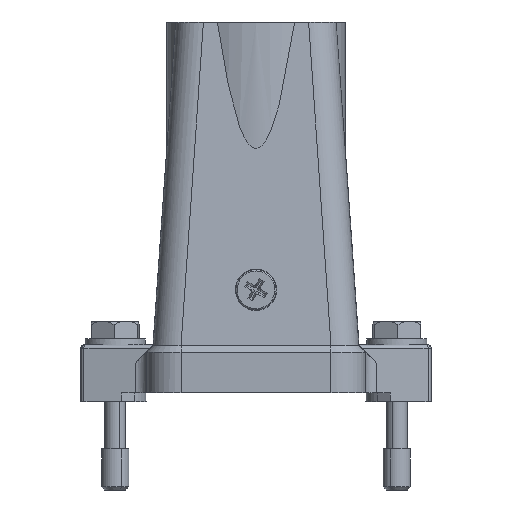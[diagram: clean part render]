
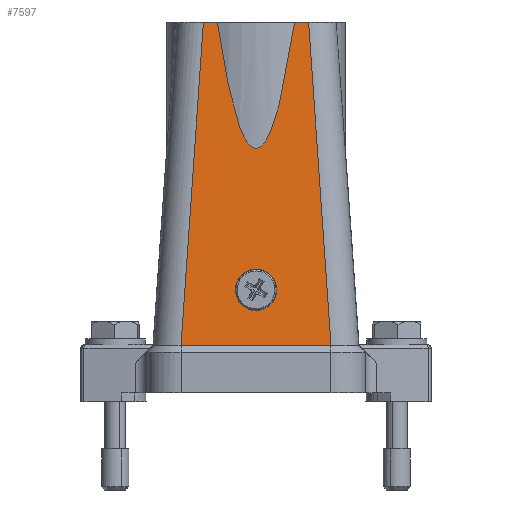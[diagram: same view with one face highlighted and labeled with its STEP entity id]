
A CAD part, front view. The second image highlights one B-rep face of the part: STEP entity #7597.
In plain terms, the highlighted planar face has unit normal (0, -0.998, 0.07).
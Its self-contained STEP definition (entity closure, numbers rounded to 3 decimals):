
#49 = CARTESIAN_POINT ( 'NONE',  ( -3., -14.441, 11.7 ) ) ;
#228 = CARTESIAN_POINT ( 'NONE',  ( -10.922, -15.009, 3.569 ) ) ;
#1558 =( BOUNDED_CURVE ( )  B_SPLINE_CURVE ( 3, ( #1703, #1700, #1680, #1617 ),
 .UNSPECIFIED., .F., .F. ) 
 B_SPLINE_CURVE_WITH_KNOTS ( ( 4, 4 ),
 ( 5.836, 6.731 ),
 .UNSPECIFIED. ) 
 CURVE ( )  GEOMETRIC_REPRESENTATION_ITEM ( )  RATIONAL_B_SPLINE_CURVE ( ( 1., 0.934, 0.934, 1. ) ) 
 REPRESENTATION_ITEM ( '' )  );
#1617 = CARTESIAN_POINT ( 'NONE',  ( -5.624, -11.721, 50.598 ) ) ;
#1680 = CARTESIAN_POINT ( 'NONE',  ( -2.006, -13.456, 25.774 ) ) ;
#1700 = CARTESIAN_POINT ( 'NONE',  ( 2.006, -13.456, 25.774 ) ) ;
#1703 = CARTESIAN_POINT ( 'NONE',  ( 5.624, -11.721, 50.598 ) ) ;
#1852 = EDGE_CURVE ( 'NONE', #3436, #3504, #1936, .T. ) ;
#1936 =( BOUNDED_CURVE ( )  B_SPLINE_CURVE ( 3, ( #2008, #2003, #2052, #2001 ),
 .UNSPECIFIED., .F., .T. ) 
 B_SPLINE_CURVE_WITH_KNOTS ( ( 4, 4 ),
 ( 1.571, 4.712 ),
 .UNSPECIFIED. ) 
 CURVE ( )  GEOMETRIC_REPRESENTATION_ITEM ( )  RATIONAL_B_SPLINE_CURVE ( ( 1., 0.333, 0.333, 1. ) ) 
 REPRESENTATION_ITEM ( '' )  );
#1956 = AXIS2_PLACEMENT_3D ( 'NONE', #2022, #2002, #2031 ) ;
#1958 = FACE_BOUND ( 'NONE', #7590, .T. ) ;
#1973 = FACE_OUTER_BOUND ( 'NONE', #7594, .T. ) ;
#2001 = CARTESIAN_POINT ( 'NONE',  ( -3., -14.441, 11.7 ) ) ;
#2002 = DIRECTION ( 'NONE',  ( 0., -0.998, 0.07 ) ) ;
#2003 = CARTESIAN_POINT ( 'NONE',  ( 3., -14.86, 5.7 ) ) ;
#2008 = CARTESIAN_POINT ( 'NONE',  ( 3., -14.441, 11.7 ) ) ;
#2022 = CARTESIAN_POINT ( 'NONE',  ( 0., -13.361, 27.143 ) ) ;
#2031 = DIRECTION ( 'NONE',  ( 0., -0.07, -0.998 ) ) ;
#2045 = PLANE ( 'NONE',  #1956 ) ;
#2052 = CARTESIAN_POINT ( 'NONE',  ( -3., -14.86, 5.7 ) ) ;
#2284 = DIRECTION ( 'NONE',  ( 0.069, -0.07, -0.995 ) ) ;
#2286 = VECTOR ( 'NONE', #2284, 1000. ) ;
#2288 = CARTESIAN_POINT ( 'NONE',  ( 7.655, -11.713, 50.706 ) ) ;
#2289 = LINE ( 'NONE', #2288, #2286 ) ;
#2296 = DIRECTION ( 'NONE',  ( 0.069, 0.07, 0.995 ) ) ;
#2297 = VECTOR ( 'NONE', #2296, 1000. ) ;
#2298 = CARTESIAN_POINT ( 'NONE',  ( -7.654, -11.712, 50.719 ) ) ;
#2336 = LINE ( 'NONE', #2298, #2297 ) ;
#2808 = CARTESIAN_POINT ( 'NONE',  ( 3., -14.441, 11.7 ) ) ;
#3184 = CARTESIAN_POINT ( 'NONE',  ( -5.624, -11.721, 50.598 ) ) ;
#3436 = VERTEX_POINT ( 'NONE', #2808 ) ;
#3504 = VERTEX_POINT ( 'NONE', #49 ) ;
#3575 = EDGE_CURVE ( 'NONE', #3504, #3436, #5374, .T. ) ;
#3825 = VERTEX_POINT ( 'NONE', #5792 ) ;
#3826 = EDGE_CURVE ( 'NONE', #3893, #3825, #5830, .T. ) ;
#3893 = VERTEX_POINT ( 'NONE', #228 ) ;
#5370 = CARTESIAN_POINT ( 'NONE',  ( 3., -14.441, 11.7 ) ) ;
#5371 = CARTESIAN_POINT ( 'NONE',  ( 3., -14.021, 17.7 ) ) ;
#5372 = CARTESIAN_POINT ( 'NONE',  ( -3., -14.021, 17.7 ) ) ;
#5373 = CARTESIAN_POINT ( 'NONE',  ( -3., -14.441, 11.7 ) ) ;
#5374 =( BOUNDED_CURVE ( )  B_SPLINE_CURVE ( 3, ( #5373, #5372, #5371, #5370 ),
 .UNSPECIFIED., .F., .T. ) 
 B_SPLINE_CURVE_WITH_KNOTS ( ( 4, 4 ),
 ( 4.712, 7.854 ),
 .UNSPECIFIED. ) 
 CURVE ( )  GEOMETRIC_REPRESENTATION_ITEM ( )  RATIONAL_B_SPLINE_CURVE ( ( 1., 0.333, 0.333, 1. ) ) 
 REPRESENTATION_ITEM ( '' )  );
#5792 = CARTESIAN_POINT ( 'NONE',  ( 10.922, -15.009, 3.569 ) ) ;
#5827 = DIRECTION ( 'NONE',  ( 1., 0., 0. ) ) ;
#5828 = VECTOR ( 'NONE', #5827, 1000. ) ;
#5829 = CARTESIAN_POINT ( 'NONE',  ( -25.5, -15.009, 3.569 ) ) ;
#5830 = LINE ( 'NONE', #5829, #5828 ) ;
#6698 = CARTESIAN_POINT ( 'NONE',  ( 7.663, -11.721, 50.598 ) ) ;
#6699 = DIRECTION ( 'NONE',  ( -1., 0., 0. ) ) ;
#6700 = VECTOR ( 'NONE', #6699, 1000. ) ;
#6701 = CARTESIAN_POINT ( 'NONE',  ( -11.713, -11.721, 50.598 ) ) ;
#6702 = LINE ( 'NONE', #6701, #6700 ) ;
#6710 = CARTESIAN_POINT ( 'NONE',  ( -7.663, -11.721, 50.598 ) ) ;
#6714 = CARTESIAN_POINT ( 'NONE',  ( 5.624, -11.721, 50.598 ) ) ;
#6744 = DIRECTION ( 'NONE',  ( -1., 0., 0. ) ) ;
#6745 = VECTOR ( 'NONE', #6744, 1000. ) ;
#6746 = CARTESIAN_POINT ( 'NONE',  ( -11.713, -11.721, 50.598 ) ) ;
#6747 = LINE ( 'NONE', #6746, #6745 ) ;
#7517 = EDGE_CURVE ( 'NONE', #7523, #7540, #6702, .T. ) ;
#7523 = VERTEX_POINT ( 'NONE', #6698 ) ;
#7529 = VERTEX_POINT ( 'NONE', #6710 ) ;
#7540 = VERTEX_POINT ( 'NONE', #6714 ) ;
#7542 = EDGE_CURVE ( 'NONE', #7570, #7529, #6747, .T. ) ;
#7546 = ORIENTED_EDGE ( 'NONE', *, *, #7645, .F. ) ;
#7570 = VERTEX_POINT ( 'NONE', #3184 ) ;
#7573 = EDGE_CURVE ( 'NONE', #7540, #7570, #1558, .T. ) ;
#7590 = EDGE_LOOP ( 'NONE', ( #7599, #7593 ) ) ;
#7591 = ORIENTED_EDGE ( 'NONE', *, *, #7517, .T. ) ;
#7592 = ORIENTED_EDGE ( 'NONE', *, *, #7573, .T. ) ;
#7593 = ORIENTED_EDGE ( 'NONE', *, *, #3575, .T. ) ;
#7594 = EDGE_LOOP ( 'NONE', ( #7591, #7592, #7600, #7546, #7643, #7631 ) ) ;
#7597 = ADVANCED_FACE ( 'NONE', ( #1958, #1973 ), #2045, .T. ) ;
#7599 = ORIENTED_EDGE ( 'NONE', *, *, #1852, .T. ) ;
#7600 = ORIENTED_EDGE ( 'NONE', *, *, #7542, .T. ) ;
#7631 = ORIENTED_EDGE ( 'NONE', *, *, #7644, .F. ) ;
#7643 = ORIENTED_EDGE ( 'NONE', *, *, #3826, .T. ) ;
#7644 = EDGE_CURVE ( 'NONE', #7523, #3825, #2289, .T. ) ;
#7645 = EDGE_CURVE ( 'NONE', #3893, #7529, #2336, .T. ) ;
